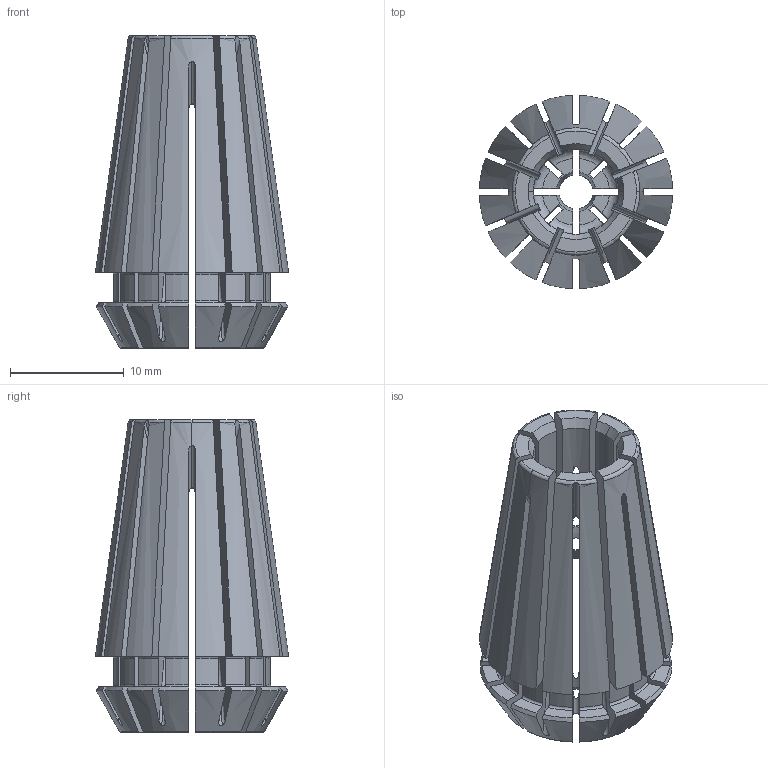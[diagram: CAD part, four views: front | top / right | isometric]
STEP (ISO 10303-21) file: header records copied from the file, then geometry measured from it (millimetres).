
FILE_DESCRIPTION(('HOOPS Exchange Step'),'2;1');
FILE_NAME('export-CDDBED9C-3275-4F18-96CF-2A09D2826FBE.stp','2023-01-21T17:47:46+01:00',('Engineering'),('Alibre'),'HOOPS Exchange 2021.0','Alibre','Unknown authorisation');
FILE_SCHEMA( ('AP242_MANAGED_MODEL_BASED_3D_ENGINEERING_MIM_LF {1 0 10303 442 1 1 4 }') );
Length unit declared in the file: millimetre
Products named in the file (1): 6223 Single MR 16 Collet 3.00mm micRun Swiss Quality
Bounding box: 16.99 x 16.99 x 27.5 mm (x, y, z)
Volume: 2892.2 mm3; surface area: 4706.9 mm2
Topology: 1 solids, 1 shells, 288 faces, 904 edges, 600 vertices
Faces by surface type: plane 96, cylinder 70, torus 66, cone 56
Entity records: 10797 total; most frequent: CARTESIAN_POINT 3174, ORIENTED_EDGE 1808, DIRECTION 1382, EDGE_CURVE 904, VERTEX_POINT 600, AXIS2_PLACEMENT_3D 548, B_SPLINE_CURVE_WITH_KNOTS 360, EDGE_LOOP 288
